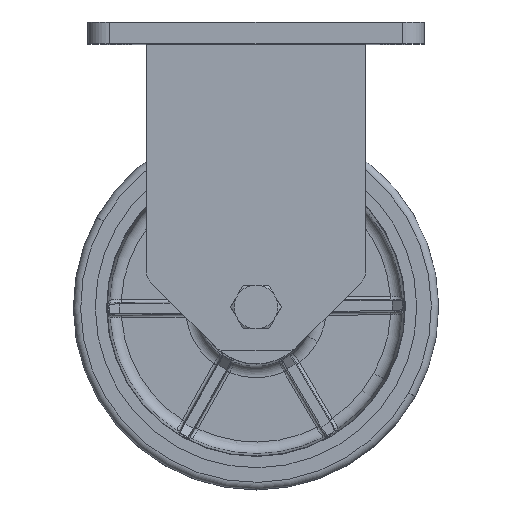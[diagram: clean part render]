
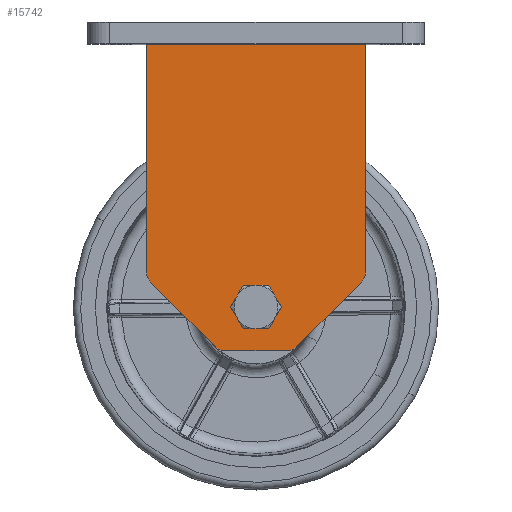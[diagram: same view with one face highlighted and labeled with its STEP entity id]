
A CAD part, top view. The second image highlights one B-rep face of the part: STEP entity #15742.
In plain terms, the highlighted planar face has unit normal (0, 0, 1).
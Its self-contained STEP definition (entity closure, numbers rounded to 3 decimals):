
#440 = CIRCLE ( 'NONE', #7958, 10. ) ;
#641 = EDGE_CURVE ( 'NONE', #34228, #30040, #42911, .T. ) ;
#2244 = EDGE_CURVE ( 'NONE', #20136, #30650, #20617, .T. ) ;
#2615 = DIRECTION ( 'NONE',  ( 0., 0., 1. ) ) ;
#2641 = ORIENTED_EDGE ( 'NONE', *, *, #641, .T. ) ;
#2658 = DIRECTION ( 'NONE',  ( 0., 1., 0. ) ) ;
#2786 = VECTOR ( 'NONE', #25305, 1000. ) ;
#3643 = AXIS2_PLACEMENT_3D ( 'NONE', #22261, #29923, #8156 ) ;
#4280 = VERTEX_POINT ( 'NONE', #17572 ) ;
#4961 = ORIENTED_EDGE ( 'NONE', *, *, #6434, .T. ) ;
#5040 = EDGE_CURVE ( 'NONE', #14533, #24894, #46544, .T. ) ;
#5311 = CARTESIAN_POINT ( 'NONE',  ( -25., -225., 77.5 ) ) ;
#6434 = EDGE_CURVE ( 'NONE', #20136, #37367, #6764, .T. ) ;
#6764 = CIRCLE ( 'NONE', #47325, 10. ) ;
#6881 = CARTESIAN_POINT ( 'NONE',  ( 72.071, -177.929, 77.5 ) ) ;
#7833 = CARTESIAN_POINT ( 'NONE',  ( -27.929, -222.071, 77.5 ) ) ;
#7958 = AXIS2_PLACEMENT_3D ( 'NONE', #9659, #2615, #24272 ) ;
#8041 = VERTEX_POINT ( 'NONE', #41491 ) ;
#8156 = DIRECTION ( 'NONE',  ( 1., 0., 0. ) ) ;
#8968 = EDGE_CURVE ( 'NONE', #14194, #22186, #30519, .T. ) ;
#9659 = CARTESIAN_POINT ( 'NONE',  ( -20.858, -215., 77.5 ) ) ;
#10118 = VECTOR ( 'NONE', #27086, 1000. ) ;
#10814 = AXIS2_PLACEMENT_3D ( 'NONE', #12219, #27135, #42130 ) ;
#11769 = CARTESIAN_POINT ( 'NONE',  ( 10., -195., 77.5 ) ) ;
#12219 = CARTESIAN_POINT ( 'NONE',  ( 0., -195., 77.5 ) ) ;
#12867 = EDGE_CURVE ( 'NONE', #30040, #30650, #440, .T. ) ;
#13279 = FACE_BOUND ( 'NONE', #45026, .T. ) ;
#13450 = DIRECTION ( 'NONE',  ( 1., 0., 0. ) ) ;
#13547 = CIRCLE ( 'NONE', #42542, 10. ) ;
#13835 = CARTESIAN_POINT ( 'NONE',  ( 75., -225., 77.5 ) ) ;
#14194 = VERTEX_POINT ( 'NONE', #11769 ) ;
#14375 = DIRECTION ( 'NONE',  ( 1., 0., 0. ) ) ;
#14498 = ORIENTED_EDGE ( 'NONE', *, *, #5040, .T. ) ;
#14533 = VERTEX_POINT ( 'NONE', #6881 ) ;
#15223 = AXIS2_PLACEMENT_3D ( 'NONE', #44829, #22814, #15560 ) ;
#15372 = LINE ( 'NONE', #27958, #43017 ) ;
#15560 = DIRECTION ( 'NONE',  ( 1., 0., 0. ) ) ;
#15742 = ADVANCED_FACE ( 'NONE', ( #13279, #31648 ), #19138, .F. ) ;
#16023 = LINE ( 'NONE', #20947, #33270 ) ;
#16053 = CARTESIAN_POINT ( 'NONE',  ( 75., -15., 77.5 ) ) ;
#17458 = CARTESIAN_POINT ( 'NONE',  ( 65., -170.858, 77.5 ) ) ;
#17572 = CARTESIAN_POINT ( 'NONE',  ( -75., -15., 77.5 ) ) ;
#17794 = CARTESIAN_POINT ( 'NONE',  ( 75., -15., 77.5 ) ) ;
#18354 = ORIENTED_EDGE ( 'NONE', *, *, #8968, .T. ) ;
#19138 = PLANE ( 'NONE',  #15223 ) ;
#19570 = VECTOR ( 'NONE', #19793, 1000. ) ;
#19793 = DIRECTION ( 'NONE',  ( -1., 0., 0. ) ) ;
#20136 = VERTEX_POINT ( 'NONE', #35280 ) ;
#20189 = ORIENTED_EDGE ( 'NONE', *, *, #46095, .F. ) ;
#20278 = CARTESIAN_POINT ( 'NONE',  ( 75., -170.858, 77.5 ) ) ;
#20440 = ORIENTED_EDGE ( 'NONE', *, *, #2244, .F. ) ;
#20476 = CARTESIAN_POINT ( 'NONE',  ( -20.858, -225., 77.5 ) ) ;
#20617 = LINE ( 'NONE', #28960, #2786 ) ;
#20947 = CARTESIAN_POINT ( 'NONE',  ( -75., -225., 77.5 ) ) ;
#22186 = VERTEX_POINT ( 'NONE', #43194 ) ;
#22261 = CARTESIAN_POINT ( 'NONE',  ( 0., -195., 77.5 ) ) ;
#22814 = DIRECTION ( 'NONE',  ( 0., 0., -1. ) ) ;
#23828 = DIRECTION ( 'NONE',  ( 0.707, 0.707, 0. ) ) ;
#23881 = LINE ( 'NONE', #13835, #25556 ) ;
#24272 = DIRECTION ( 'NONE',  ( 1., 0., 0. ) ) ;
#24894 = VERTEX_POINT ( 'NONE', #20278 ) ;
#25305 = DIRECTION ( 'NONE',  ( -1., 0., 0. ) ) ;
#25556 = VECTOR ( 'NONE', #31505, 1000. ) ;
#25831 = LINE ( 'NONE', #16053, #19570 ) ;
#27086 = DIRECTION ( 'NONE',  ( 0.707, -0.707, 0. ) ) ;
#27135 = DIRECTION ( 'NONE',  ( 0., 0., -1. ) ) ;
#27958 = CARTESIAN_POINT ( 'NONE',  ( 25., -225., 77.5 ) ) ;
#28665 = DIRECTION ( 'NONE',  ( 0., 0., 1. ) ) ;
#28733 = DIRECTION ( 'NONE',  ( 1., 0., 0. ) ) ;
#28960 = CARTESIAN_POINT ( 'NONE',  ( 75., -225., 77.5 ) ) ;
#28972 = CARTESIAN_POINT ( 'NONE',  ( -65., -170.858, 77.5 ) ) ;
#29578 = ORIENTED_EDGE ( 'NONE', *, *, #30641, .T. ) ;
#29923 = DIRECTION ( 'NONE',  ( 0., 0., -1. ) ) ;
#30040 = VERTEX_POINT ( 'NONE', #7833 ) ;
#30519 = CIRCLE ( 'NONE', #10814, 10. ) ;
#30641 = EDGE_CURVE ( 'NONE', #24894, #31023, #23881, .T. ) ;
#30650 = VERTEX_POINT ( 'NONE', #20476 ) ;
#31023 = VERTEX_POINT ( 'NONE', #17794 ) ;
#31505 = DIRECTION ( 'NONE',  ( 0., 1., 0. ) ) ;
#31648 = FACE_OUTER_BOUND ( 'NONE', #37250, .T. ) ;
#31723 = CIRCLE ( 'NONE', #3643, 10. ) ;
#32306 = EDGE_CURVE ( 'NONE', #31023, #4280, #25831, .T. ) ;
#33270 = VECTOR ( 'NONE', #2658, 1000. ) ;
#34228 = VERTEX_POINT ( 'NONE', #42390 ) ;
#34473 = EDGE_CURVE ( 'NONE', #8041, #34228, #13547, .T. ) ;
#35280 = CARTESIAN_POINT ( 'NONE',  ( 20.858, -225., 77.5 ) ) ;
#37022 = DIRECTION ( 'NONE',  ( 0., 0., 1. ) ) ;
#37250 = EDGE_LOOP ( 'NONE', ( #20440, #4961, #46728, #14498, #29578, #38197, #20189, #37687, #2641, #41452 ) ) ;
#37367 = VERTEX_POINT ( 'NONE', #44100 ) ;
#37687 = ORIENTED_EDGE ( 'NONE', *, *, #34473, .T. ) ;
#38197 = ORIENTED_EDGE ( 'NONE', *, *, #32306, .T. ) ;
#38413 = EDGE_CURVE ( 'NONE', #37367, #14533, #15372, .T. ) ;
#39878 = AXIS2_PLACEMENT_3D ( 'NONE', #17458, #28665, #13450 ) ;
#41318 = ORIENTED_EDGE ( 'NONE', *, *, #44886, .T. ) ;
#41452 = ORIENTED_EDGE ( 'NONE', *, *, #12867, .T. ) ;
#41491 = CARTESIAN_POINT ( 'NONE',  ( -75., -170.858, 77.5 ) ) ;
#42130 = DIRECTION ( 'NONE',  ( 1., 0., 0. ) ) ;
#42390 = CARTESIAN_POINT ( 'NONE',  ( -72.071, -177.929, 77.5 ) ) ;
#42542 = AXIS2_PLACEMENT_3D ( 'NONE', #28972, #37022, #14375 ) ;
#42911 = LINE ( 'NONE', #5311, #10118 ) ;
#43017 = VECTOR ( 'NONE', #23828, 1000. ) ;
#43194 = CARTESIAN_POINT ( 'NONE',  ( -10., -195., 77.5 ) ) ;
#44100 = CARTESIAN_POINT ( 'NONE',  ( 27.929, -222.071, 77.5 ) ) ;
#44829 = CARTESIAN_POINT ( 'NONE',  ( 75., -225., 77.5 ) ) ;
#44886 = EDGE_CURVE ( 'NONE', #22186, #14194, #31723, .T. ) ;
#45026 = EDGE_LOOP ( 'NONE', ( #18354, #41318 ) ) ;
#46095 = EDGE_CURVE ( 'NONE', #8041, #4280, #16023, .T. ) ;
#46544 = CIRCLE ( 'NONE', #39878, 10. ) ;
#46728 = ORIENTED_EDGE ( 'NONE', *, *, #38413, .T. ) ;
#46934 = DIRECTION ( 'NONE',  ( 0., 0., 1. ) ) ;
#47091 = CARTESIAN_POINT ( 'NONE',  ( 20.858, -215., 77.5 ) ) ;
#47325 = AXIS2_PLACEMENT_3D ( 'NONE', #47091, #46934, #28733 ) ;
